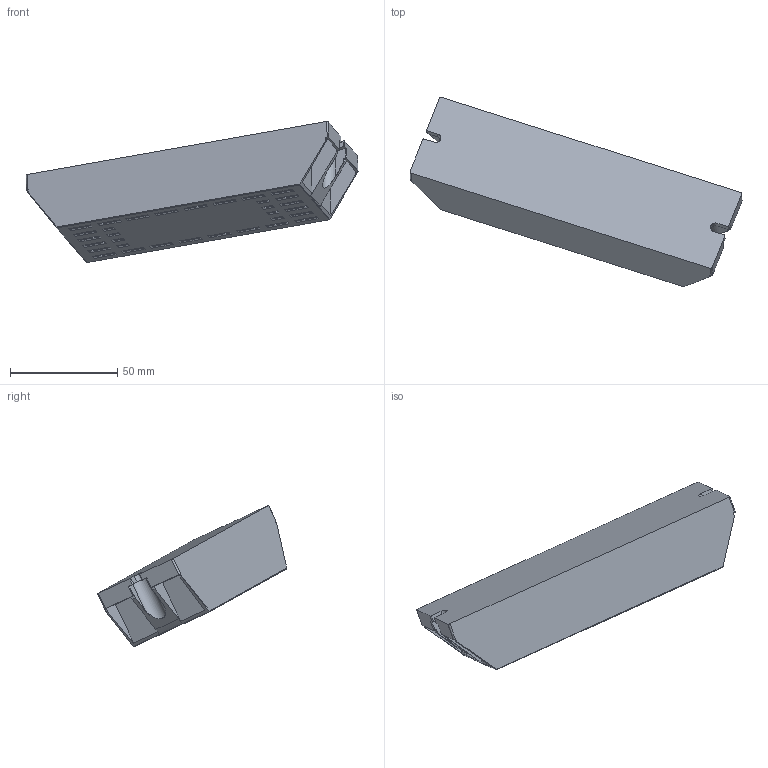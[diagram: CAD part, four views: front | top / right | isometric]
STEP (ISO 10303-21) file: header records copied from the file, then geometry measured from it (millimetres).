
FILE_DESCRIPTION(('Creo Elements/Direct Modeling STEP Export'),'2;1');
FILE_NAME('B5_Gehäuse_Blackbox_1170801200.stp','2015-05-08T 9:06:02',(''),(''),'Creo Elements/Direct Modeling STEP processor for AP214 (Solid Model)','Creo Elements/Direct Modeling 18.1C 24-Feb-2013 (C) Parametric Technology GmbH','');
FILE_SCHEMA(('AUTOMOTIVE_DESIGN { 1 0 10303 214 1 1 1 1 }'));
Length unit declared in the file: millimetre
Products named in the file (2): B5_Gehäuse_Blackbox
Assembly tree (1 placements, depth 2):
  B5_Gehäuse_Blackbox
    B5_Gehäuse_Blackbox
Bounding box: 154.78 x 88.36 x 65.82 mm (x, y, z)
Volume: 128623.3 mm3; surface area: 36825.3 mm2
Topology: 1 solids, 1 shells, 423 faces, 1022 edges, 627 vertices
Faces by surface type: plane 362, cylinder 48, bspline 13
Entity records: 14490 total; most frequent: CARTESIAN_POINT 4786, ORIENTED_EDGE 2044, DIRECTION 1846, EDGE_CURVE 1022, VECTOR 894, LINE 894, VERTEX_POINT 627, AXIS2_PLACEMENT_3D 476
